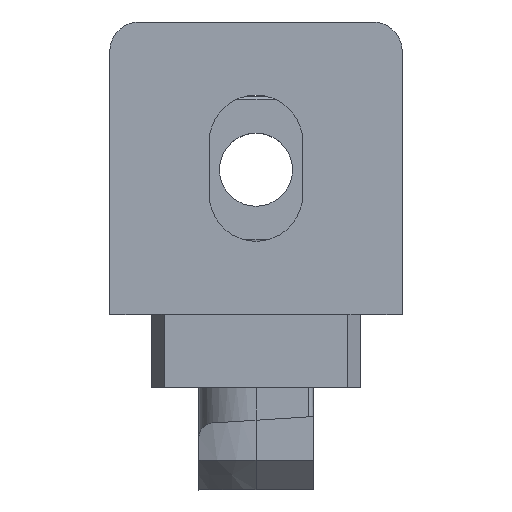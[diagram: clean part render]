
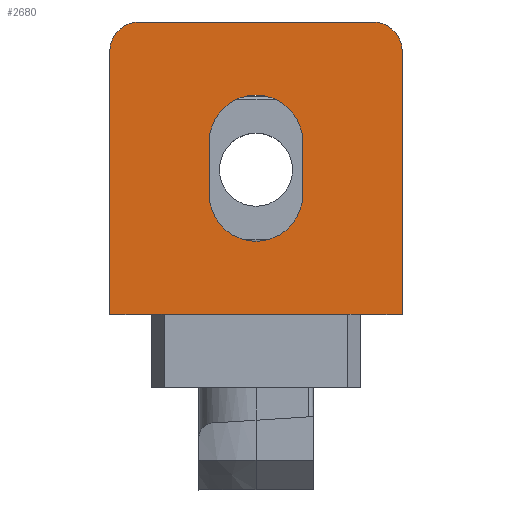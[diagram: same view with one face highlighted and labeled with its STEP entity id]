
A CAD part, top view. The second image highlights one B-rep face of the part: STEP entity #2680.
In plain terms, the highlighted planar face has unit normal (0, 0, 1).
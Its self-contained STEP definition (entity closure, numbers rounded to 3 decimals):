
#92 = DIRECTION ( 'NONE',  ( 1., 0., 0. ) ) ;
#179 = ORIENTED_EDGE ( 'NONE', *, *, #4117, .F. ) ;
#214 = LINE ( 'NONE', #1947, #989 ) ;
#286 = CARTESIAN_POINT ( 'NONE',  ( 3.2, 13.2, 2.5 ) ) ;
#335 = VECTOR ( 'NONE', #4226, 1000. ) ;
#368 = LINE ( 'NONE', #566, #5045 ) ;
#383 = VECTOR ( 'NONE', #92, 1000. ) ;
#422 = EDGE_CURVE ( 'NONE', #5801, #1074, #2861, .T. ) ;
#465 = AXIS2_PLACEMENT_3D ( 'NONE', #3631, #833, #1743 ) ;
#486 = VECTOR ( 'NONE', #3315, 1000. ) ;
#522 = EDGE_CURVE ( 'NONE', #1074, #2306, #1718, .T. ) ;
#566 = CARTESIAN_POINT ( 'NONE',  ( 6.4, 5., 2.5 ) ) ;
#570 = CARTESIAN_POINT ( 'NONE',  ( -8., 25., 2.5 ) ) ;
#611 = DIRECTION ( 'NONE',  ( 0., 0., 1. ) ) ;
#614 = CARTESIAN_POINT ( 'NONE',  ( 6.4, 5., 2.5 ) ) ;
#680 = CARTESIAN_POINT ( 'NONE',  ( 10., 5., 2.5 ) ) ;
#690 = AXIS2_PLACEMENT_3D ( 'NONE', #2506, #1587, #5655 ) ;
#706 = VERTEX_POINT ( 'NONE', #3679 ) ;
#833 = DIRECTION ( 'NONE',  ( 0., 0., -1. ) ) ;
#919 = EDGE_CURVE ( 'NONE', #1996, #994, #368, .T. ) ;
#988 = ORIENTED_EDGE ( 'NONE', *, *, #4221, .F. ) ;
#989 = VECTOR ( 'NONE', #5099, 1000. ) ;
#994 = VERTEX_POINT ( 'NONE', #680 ) ;
#1034 = DIRECTION ( 'NONE',  ( 0., 1., 0. ) ) ;
#1074 = VERTEX_POINT ( 'NONE', #286 ) ;
#1081 = CARTESIAN_POINT ( 'NONE',  ( -10., 5., 2.5 ) ) ;
#1094 = LINE ( 'NONE', #3783, #383 ) ;
#1219 = ORIENTED_EDGE ( 'NONE', *, *, #2371, .F. ) ;
#1354 = LINE ( 'NONE', #2466, #1639 ) ;
#1460 = EDGE_CURVE ( 'NONE', #1996, #4895, #1354, .T. ) ;
#1475 = ORIENTED_EDGE ( 'NONE', *, *, #1904, .F. ) ;
#1587 = DIRECTION ( 'NONE',  ( 0., 0., -1. ) ) ;
#1621 = EDGE_LOOP ( 'NONE', ( #5209, #2700, #4407, #4959, #4227, #179, #1844, #988 ) ) ;
#1639 = VECTOR ( 'NONE', #3774, 1000. ) ;
#1718 = LINE ( 'NONE', #2113, #5747 ) ;
#1743 = DIRECTION ( 'NONE',  ( -1., 0., 0. ) ) ;
#1844 = ORIENTED_EDGE ( 'NONE', *, *, #4141, .T. ) ;
#1867 = AXIS2_PLACEMENT_3D ( 'NONE', #3909, #3971, #2558 ) ;
#1881 = VERTEX_POINT ( 'NONE', #4167 ) ;
#1904 = EDGE_CURVE ( 'NONE', #1881, #5801, #214, .T. ) ;
#1947 = CARTESIAN_POINT ( 'NONE',  ( -3.2, 5., 2.5 ) ) ;
#1996 = VERTEX_POINT ( 'NONE', #614 ) ;
#2113 = CARTESIAN_POINT ( 'NONE',  ( 3.2, 5., 2.5 ) ) ;
#2124 = CARTESIAN_POINT ( 'NONE',  ( -10., 23., 2.5 ) ) ;
#2306 = VERTEX_POINT ( 'NONE', #4979 ) ;
#2369 = CIRCLE ( 'NONE', #3929, 2. ) ;
#2371 = EDGE_CURVE ( 'NONE', #2306, #5054, #3699, .T. ) ;
#2379 = CARTESIAN_POINT ( 'NONE',  ( 0., 16.8, 2.5 ) ) ;
#2449 = DIRECTION ( 'NONE',  ( 0., 0., 1. ) ) ;
#2466 = CARTESIAN_POINT ( 'NONE',  ( -10., 5., 2.5 ) ) ;
#2506 = CARTESIAN_POINT ( 'NONE',  ( 8., 23., 2.5 ) ) ;
#2558 = DIRECTION ( 'NONE',  ( 0., 1., 0. ) ) ;
#2579 = CARTESIAN_POINT ( 'NONE',  ( -8., 25., 2.5 ) ) ;
#2614 = VERTEX_POINT ( 'NONE', #2124 ) ;
#2680 = ADVANCED_FACE ( 'NONE', ( #3478, #3766 ), #3597, .F. ) ;
#2700 = ORIENTED_EDGE ( 'NONE', *, *, #4533, .T. ) ;
#2731 = EDGE_LOOP ( 'NONE', ( #2847, #5462, #1475, #2830, #1219 ) ) ;
#2830 = ORIENTED_EDGE ( 'NONE', *, *, #3466, .F. ) ;
#2847 = ORIENTED_EDGE ( 'NONE', *, *, #522, .F. ) ;
#2861 = CIRCLE ( 'NONE', #1867, 3.2 ) ;
#2986 = DIRECTION ( 'NONE',  ( -1., 0., 0. ) ) ;
#3033 = CARTESIAN_POINT ( 'NONE',  ( 0., 20., 2.5 ) ) ;
#3249 = CARTESIAN_POINT ( 'NONE',  ( 10., 23., 2.5 ) ) ;
#3315 = DIRECTION ( 'NONE',  ( 0., -1., 0. ) ) ;
#3323 = CARTESIAN_POINT ( 'NONE',  ( -3.2, 13.2, 2.5 ) ) ;
#3366 = DIRECTION ( 'NONE',  ( 0., 1., 0. ) ) ;
#3387 = CARTESIAN_POINT ( 'NONE',  ( 0., 16.8, 2.5 ) ) ;
#3466 = EDGE_CURVE ( 'NONE', #5054, #1881, #5006, .T. ) ;
#3478 = FACE_BOUND ( 'NONE', #2731, .T. ) ;
#3514 = VERTEX_POINT ( 'NONE', #5553 ) ;
#3597 = PLANE ( 'NONE',  #465 ) ;
#3605 = LINE ( 'NONE', #2579, #4087 ) ;
#3631 = CARTESIAN_POINT ( 'NONE',  ( -10., 5., 2.5 ) ) ;
#3679 = CARTESIAN_POINT ( 'NONE',  ( 8., 25., 2.5 ) ) ;
#3699 = CIRCLE ( 'NONE', #5541, 3.2 ) ;
#3766 = FACE_OUTER_BOUND ( 'NONE', #1621, .T. ) ;
#3770 = CARTESIAN_POINT ( 'NONE',  ( 10., 5., 2.5 ) ) ;
#3774 = DIRECTION ( 'NONE',  ( -1., 0., 0. ) ) ;
#3783 = CARTESIAN_POINT ( 'NONE',  ( -10., 5., 2.5 ) ) ;
#3900 = LINE ( 'NONE', #1081, #486 ) ;
#3909 = CARTESIAN_POINT ( 'NONE',  ( 0., 13.2, 2.5 ) ) ;
#3929 = AXIS2_PLACEMENT_3D ( 'NONE', #5332, #4929, #5810 ) ;
#3971 = DIRECTION ( 'NONE',  ( 0., 0., 1. ) ) ;
#4087 = VECTOR ( 'NONE', #2986, 1000. ) ;
#4117 = EDGE_CURVE ( 'NONE', #706, #5723, #4642, .T. ) ;
#4141 = EDGE_CURVE ( 'NONE', #706, #5217, #3605, .T. ) ;
#4167 = CARTESIAN_POINT ( 'NONE',  ( -3.2, 16.8, 2.5 ) ) ;
#4221 = EDGE_CURVE ( 'NONE', #2614, #5217, #2369, .T. ) ;
#4226 = DIRECTION ( 'NONE',  ( 0., 1., 0. ) ) ;
#4227 = ORIENTED_EDGE ( 'NONE', *, *, #5744, .T. ) ;
#4257 = DIRECTION ( 'NONE',  ( 1., 0., 0. ) ) ;
#4407 = ORIENTED_EDGE ( 'NONE', *, *, #1460, .F. ) ;
#4441 = CARTESIAN_POINT ( 'NONE',  ( -6.4, 5., 2.5 ) ) ;
#4442 = DIRECTION ( 'NONE',  ( 0., 1., 0. ) ) ;
#4533 = EDGE_CURVE ( 'NONE', #3514, #4895, #1094, .T. ) ;
#4597 = LINE ( 'NONE', #3770, #335 ) ;
#4642 = CIRCLE ( 'NONE', #690, 2. ) ;
#4895 = VERTEX_POINT ( 'NONE', #4441 ) ;
#4929 = DIRECTION ( 'NONE',  ( 0., 0., -1. ) ) ;
#4959 = ORIENTED_EDGE ( 'NONE', *, *, #919, .T. ) ;
#4979 = CARTESIAN_POINT ( 'NONE',  ( 3.2, 16.8, 2.5 ) ) ;
#5006 = CIRCLE ( 'NONE', #5086, 3.2 ) ;
#5045 = VECTOR ( 'NONE', #4257, 1000. ) ;
#5054 = VERTEX_POINT ( 'NONE', #3033 ) ;
#5086 = AXIS2_PLACEMENT_3D ( 'NONE', #3387, #611, #3366 ) ;
#5099 = DIRECTION ( 'NONE',  ( 0., -1., 0. ) ) ;
#5209 = ORIENTED_EDGE ( 'NONE', *, *, #5338, .T. ) ;
#5217 = VERTEX_POINT ( 'NONE', #570 ) ;
#5332 = CARTESIAN_POINT ( 'NONE',  ( -8., 23., 2.5 ) ) ;
#5338 = EDGE_CURVE ( 'NONE', #2614, #3514, #3900, .T. ) ;
#5462 = ORIENTED_EDGE ( 'NONE', *, *, #422, .F. ) ;
#5541 = AXIS2_PLACEMENT_3D ( 'NONE', #2379, #2449, #1034 ) ;
#5553 = CARTESIAN_POINT ( 'NONE',  ( -10., 5., 2.5 ) ) ;
#5655 = DIRECTION ( 'NONE',  ( -1., 0., 0. ) ) ;
#5723 = VERTEX_POINT ( 'NONE', #3249 ) ;
#5744 = EDGE_CURVE ( 'NONE', #994, #5723, #4597, .T. ) ;
#5747 = VECTOR ( 'NONE', #4442, 1000. ) ;
#5801 = VERTEX_POINT ( 'NONE', #3323 ) ;
#5810 = DIRECTION ( 'NONE',  ( -1., 0., 0. ) ) ;
